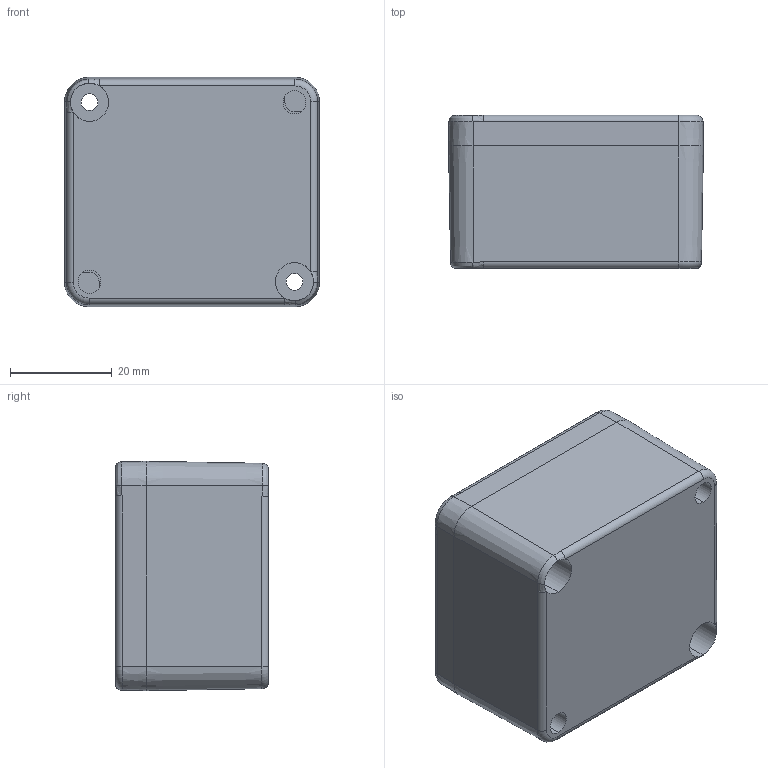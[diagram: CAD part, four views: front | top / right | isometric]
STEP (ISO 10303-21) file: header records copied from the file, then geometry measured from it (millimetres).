
FILE_DESCRIPTION (( 'STEP AP214' ), '1' );
FILE_NAME ('G101 REV.B.STEP', '2011-04-29T02:32:57', ( 'NEF User' ), ( 'NEF User' ), 'SwSTEP 2.0', 'SolidWorks 2010', '' );
FILE_SCHEMA (( 'AUTOMOTIVE_DESIGN' ));
Length unit declared in the file: millimetre
Products named in the file (3): G101-COVER; G101-BASE; G101 REV.B
Assembly tree (2 placements, depth 2):
  G101 REV.B
    G101-BASE
    G101-COVER
Bounding box: 50 x 30 x 45 mm (x, y, z)
Volume: 23350.6 mm3; surface area: 21184.4 mm2
Topology: 2 solids, 2 shells, 228 faces, 610 edges, 396 vertices
Faces by surface type: plane 97, cone 73, cylinder 42, bspline 12, torus 4
Entity records: 8806 total; most frequent: CARTESIAN_POINT 2808, DIRECTION 1286, ORIENTED_EDGE 1220, EDGE_CURVE 610, AXIS2_PLACEMENT_3D 468, VERTEX_POINT 396, VECTOR 350, LINE 350
